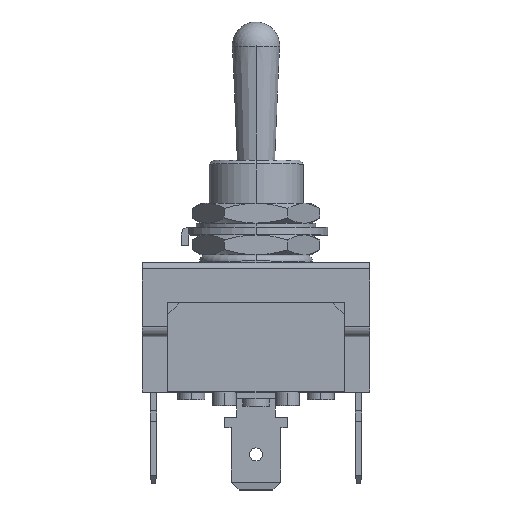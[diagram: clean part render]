
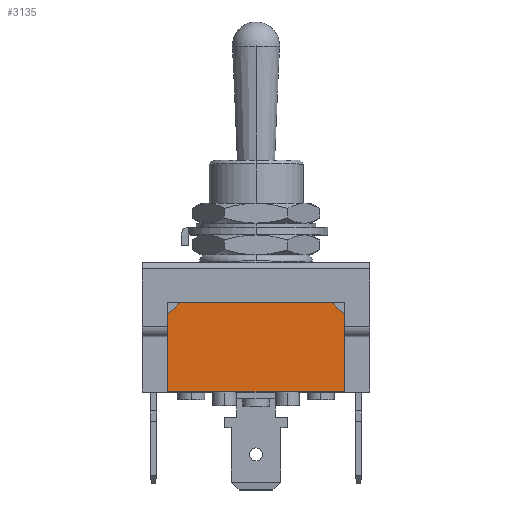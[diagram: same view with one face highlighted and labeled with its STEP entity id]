
A CAD part, top view. The second image highlights one B-rep face of the part: STEP entity #3135.
In plain terms, the highlighted planar face has unit normal (0, 0, 1).
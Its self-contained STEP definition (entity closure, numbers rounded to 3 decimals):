
#3 = CARTESIAN_POINT ( 'NONE',  ( -11.2, -5., 8. ) ) ;
#236 = VECTOR ( 'NONE', #5066, 1000. ) ;
#320 = DIRECTION ( 'NONE',  ( 0., 0., 1. ) ) ;
#643 = CARTESIAN_POINT ( 'NONE',  ( -9.7, -3.5, 8. ) ) ;
#674 = DIRECTION ( 'NONE',  ( 0., 1., 0. ) ) ;
#832 = CARTESIAN_POINT ( 'NONE',  ( 0., -14.8, 8. ) ) ;
#992 = DIRECTION ( 'NONE',  ( -0.707, 0.707, 0. ) ) ;
#1422 = VERTEX_POINT ( 'NONE', #8438 ) ;
#1677 = CARTESIAN_POINT ( 'NONE',  ( 0., -14.8, 8. ) ) ;
#2220 = CARTESIAN_POINT ( 'NONE',  ( -9.7, -3.5, 8. ) ) ;
#2221 = CARTESIAN_POINT ( 'NONE',  ( -11.2, -5., 8. ) ) ;
#2475 = CARTESIAN_POINT ( 'NONE',  ( 9.7, -3.5, 8. ) ) ;
#2709 = VECTOR ( 'NONE', #992, 1000. ) ;
#2749 = CARTESIAN_POINT ( 'NONE',  ( 11.2, -5., 8. ) ) ;
#2899 = VERTEX_POINT ( 'NONE', #2220 ) ;
#3064 = LINE ( 'NONE', #832, #236 ) ;
#3135 = ADVANCED_FACE ( 'NONE', ( #3416 ), #4612, .T. ) ;
#3359 = EDGE_CURVE ( 'NONE', #5046, #2899, #6468, .T. ) ;
#3379 = DIRECTION ( 'NONE',  ( -1., 0., 0. ) ) ;
#3416 = FACE_OUTER_BOUND ( 'NONE', #5043, .T. ) ;
#3608 = CARTESIAN_POINT ( 'NONE',  ( 9.7, -3.5, 8. ) ) ;
#3619 = ORIENTED_EDGE ( 'NONE', *, *, #4949, .T. ) ;
#4145 = ORIENTED_EDGE ( 'NONE', *, *, #5762, .F. ) ;
#4161 = VECTOR ( 'NONE', #4970, 1000. ) ;
#4542 = VERTEX_POINT ( 'NONE', #5007 ) ;
#4571 = ORIENTED_EDGE ( 'NONE', *, *, #7529, .T. ) ;
#4612 = PLANE ( 'NONE',  #8750 ) ;
#4815 = LINE ( 'NONE', #2475, #2709 ) ;
#4949 = EDGE_CURVE ( 'NONE', #1422, #4542, #3064, .T. ) ;
#4970 = DIRECTION ( 'NONE',  ( 0.707, 0.707, 0. ) ) ;
#5007 = CARTESIAN_POINT ( 'NONE',  ( 11.2, -14.8, 8. ) ) ;
#5043 = EDGE_LOOP ( 'NONE', ( #5544, #4145, #8077, #3619, #4571, #6737 ) ) ;
#5046 = VERTEX_POINT ( 'NONE', #3608 ) ;
#5066 = DIRECTION ( 'NONE',  ( 1., 0., 0. ) ) ;
#5276 = VECTOR ( 'NONE', #5908, 1000. ) ;
#5354 = DIRECTION ( 'NONE',  ( 1., 0., 0. ) ) ;
#5383 = LINE ( 'NONE', #5974, #5276 ) ;
#5544 = ORIENTED_EDGE ( 'NONE', *, *, #3359, .T. ) ;
#5762 = EDGE_CURVE ( 'NONE', #6308, #2899, #8490, .T. ) ;
#5908 = DIRECTION ( 'NONE',  ( 0., 1., 0. ) ) ;
#5974 = CARTESIAN_POINT ( 'NONE',  ( 11.2, -5., 8. ) ) ;
#6206 = VERTEX_POINT ( 'NONE', #2749 ) ;
#6308 = VERTEX_POINT ( 'NONE', #3 ) ;
#6343 = CARTESIAN_POINT ( 'NONE',  ( 0., -3.5, 8. ) ) ;
#6468 = LINE ( 'NONE', #6343, #7018 ) ;
#6737 = ORIENTED_EDGE ( 'NONE', *, *, #7214, .T. ) ;
#7018 = VECTOR ( 'NONE', #3379, 1000. ) ;
#7214 = EDGE_CURVE ( 'NONE', #6206, #5046, #4815, .T. ) ;
#7529 = EDGE_CURVE ( 'NONE', #4542, #6206, #5383, .T. ) ;
#7966 = LINE ( 'NONE', #2221, #9123 ) ;
#8077 = ORIENTED_EDGE ( 'NONE', *, *, #9117, .F. ) ;
#8438 = CARTESIAN_POINT ( 'NONE',  ( -11.2, -14.8, 8. ) ) ;
#8490 = LINE ( 'NONE', #643, #4161 ) ;
#8750 = AXIS2_PLACEMENT_3D ( 'NONE', #1677, #320, #5354 ) ;
#9117 = EDGE_CURVE ( 'NONE', #1422, #6308, #7966, .T. ) ;
#9123 = VECTOR ( 'NONE', #674, 1000. ) ;
